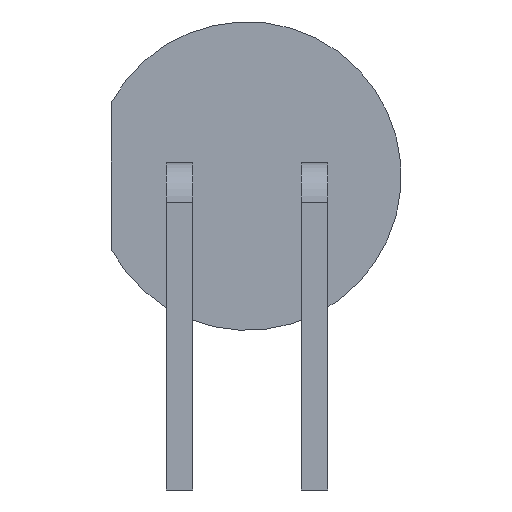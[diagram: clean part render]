
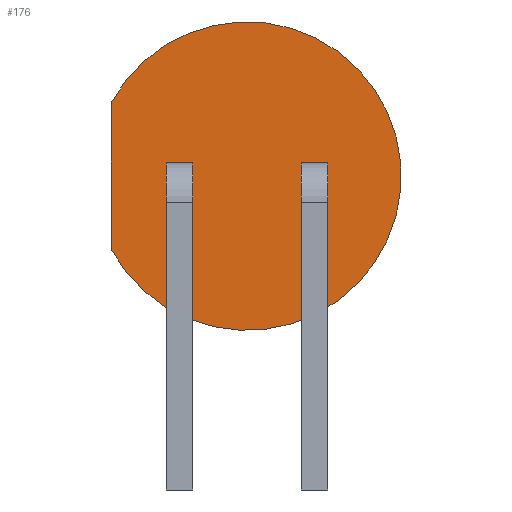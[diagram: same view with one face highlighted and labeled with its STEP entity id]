
A CAD part, front view. The second image highlights one B-rep face of the part: STEP entity #176.
In plain terms, the highlighted planar face has unit normal (0, -1, 0).
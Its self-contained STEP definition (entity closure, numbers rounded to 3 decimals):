
#14=DIRECTION('',(1.,0.,0.));
#62=VERTEX_POINT('',#63);
#63=CARTESIAN_POINT('',(-1.52,0.5,3.15));
#70=ORIENTED_EDGE('',*,*,#71,.F.);
#71=EDGE_CURVE('',#72,#62,#74,.T.);
#72=VERTEX_POINT('',#73);
#73=CARTESIAN_POINT('',(-1.52,0.5,2.65));
#74=LINE('',#75,#76);
#75=CARTESIAN_POINT('',(-1.52,0.5,-0.05));
#76=VECTOR('',#77,1.);
#77=DIRECTION('',(0.,0.,1.));
#116=VERTEX_POINT('',#117);
#117=CARTESIAN_POINT('',(-1.02,0.5,2.65));
#124=ORIENTED_EDGE('',*,*,#125,.F.);
#125=EDGE_CURVE('',#126,#116,#128,.T.);
#126=VERTEX_POINT('',#127);
#127=CARTESIAN_POINT('',(-1.02,0.5,3.15));
#128=LINE('',#129,#130);
#129=CARTESIAN_POINT('',(-1.02,0.5,-0.05));
#130=VECTOR('',#131,1.);
#131=DIRECTION('',(0.,0.,-1.));
#148=ORIENTED_EDGE('',*,*,#149,.F.);
#149=EDGE_CURVE('',#62,#126,#150,.T.);
#150=B_SPLINE_CURVE_WITH_KNOTS('',1,(#63,#127),.UNSPECIFIED.,.F.,.F.,(2,2),(0.,0.5),.PIECEWISE_BEZIER_KNOTS.);
#168=ORIENTED_EDGE('',*,*,#169,.F.);
#169=EDGE_CURVE('',#116,#72,#170,.T.);
#170=B_SPLINE_CURVE_WITH_KNOTS('',1,(#117,#73),.UNSPECIFIED.,.F.,.F.,(2,2),(0.,0.5),.PIECEWISE_BEZIER_KNOTS.);
#176=ADVANCED_FACE('',(#177,#194,#196),#220,.F.);
#177=FACE_BOUND('',#178,.F.);
#178=EDGE_LOOP('',(#179,#190));
#179=ORIENTED_EDGE('',*,*,#180,.T.);
#180=EDGE_CURVE('',#181,#183,#185,.T.);
#181=VERTEX_POINT('',#182);
#182=CARTESIAN_POINT('',(-2.55,0.5,4.281));
#183=VERTEX_POINT('',#184);
#184=CARTESIAN_POINT('',(-2.55,0.5,1.519));
#185=CIRCLE('',#186,2.9);
#186=AXIS2_PLACEMENT_3D('',#187,#188,#189);
#187=CARTESIAN_POINT('',(0.,0.5,2.9));
#188=DIRECTION('',(0.,1.,0.));
#189=DIRECTION('',(-0.879,0.,0.476));
#190=ORIENTED_EDGE('',*,*,#191,.F.);
#191=EDGE_CURVE('',#181,#183,#192,.T.);
#192=LINE('',#193,#130);
#193=CARTESIAN_POINT('',(-2.55,0.5,7.9));
#194=FACE_BOUND('',#195,.F.);
#195=EDGE_LOOP('',(#148,#70,#168,#124));
#196=FACE_BOUND('',#197,.F.);
#197=EDGE_LOOP('',(#198,#205,#211,#216));
#198=ORIENTED_EDGE('',*,*,#199,.F.);
#199=EDGE_CURVE('',#200,#202,#204,.T.);
#200=VERTEX_POINT('',#201);
#201=CARTESIAN_POINT('',(1.02,0.5,3.15));
#202=VERTEX_POINT('',#203);
#203=CARTESIAN_POINT('',(1.52,0.5,3.15));
#204=B_SPLINE_CURVE_WITH_KNOTS('',1,(#201,#203),.UNSPECIFIED.,.F.,.F.,(2,2),(0.,0.5),.PIECEWISE_BEZIER_KNOTS.);
#205=ORIENTED_EDGE('',*,*,#206,.F.);
#206=EDGE_CURVE('',#207,#200,#209,.T.);
#207=VERTEX_POINT('',#208);
#208=CARTESIAN_POINT('',(1.02,0.5,2.65));
#209=LINE('',#210,#76);
#210=CARTESIAN_POINT('',(1.02,0.5,-0.05));
#211=ORIENTED_EDGE('',*,*,#212,.F.);
#212=EDGE_CURVE('',#213,#207,#215,.T.);
#213=VERTEX_POINT('',#214);
#214=CARTESIAN_POINT('',(1.52,0.5,2.65));
#215=B_SPLINE_CURVE_WITH_KNOTS('',1,(#214,#208),.UNSPECIFIED.,.F.,.F.,(2,2),(0.,0.5),.PIECEWISE_BEZIER_KNOTS.);
#216=ORIENTED_EDGE('',*,*,#217,.F.);
#217=EDGE_CURVE('',#202,#213,#218,.T.);
#218=LINE('',#219,#130);
#219=CARTESIAN_POINT('',(1.52,0.5,-0.05));
#220=PLANE('',#221);
#221=AXIS2_PLACEMENT_3D('',#187,#188,#14);
